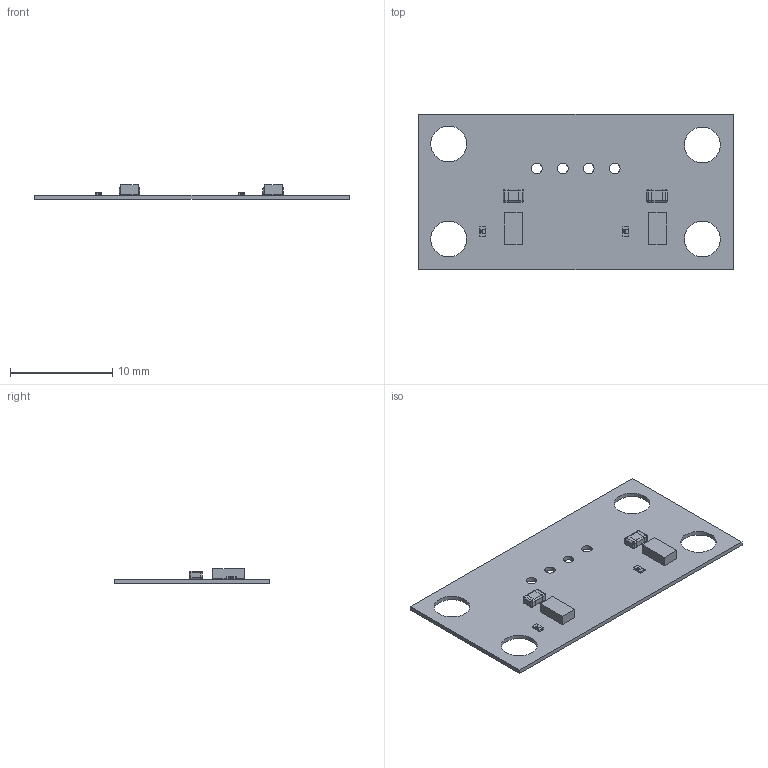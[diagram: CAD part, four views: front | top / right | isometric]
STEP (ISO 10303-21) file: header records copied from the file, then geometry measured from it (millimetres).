
FILE_DESCRIPTION(('Open CASCADE Model'),'2;1');
FILE_NAME('Open CASCADE Shape Model','2016-05-18T13:06:50',('Author'),( 'Open CASCADE'),'Open CASCADE STEP processor 6.5','Open CASCADE 6.5' ,'Unknown');
FILE_SCHEMA(('AUTOMOTIVE_DESIGN { 1 0 10303 214 1 1 1 1 }'));
Length unit declared in the file: millimetre
Products named in the file (12): PCB; Board; S2; 1325557280; Extruded; R2; 0402_SMD_Resistor; C2; User_Library-0805_SMD_Capacitor; R1; C1; S1
Assembly tree (14 placements, depth 4):
  PCB
    Board
    S2
      1325557280
        Extruded
    R2
      0402_SMD_Resistor
    C2
      User_Library-0805_SMD_Capacitor
    R1
      0402_SMD_Resistor
    C1
      User_Library-0805_SMD_Capacitor
    S1
      1325557280
        Extruded
Bounding box: 30.7 x 15.2 x 1.41 mm (x, y, z)
Volume: 189.5 mm3; surface area: 973.1 mm2
Topology: 7 solids, 7 shells, 374 faces, 886 edges, 516 vertices
Faces by surface type: plane 146, bspline 108, cylinder 88, sphere 32
Full cylindrical faces by diameter (mm): 1.024 x4, 3.5 x4
Entity records: 17368 total; most frequent: CARTESIAN_POINT 7776, DIRECTION 1193, ORIENTED_EDGE 890, PCURVE 890, DEFINITIONAL_REPRESENTATION 890, LINE 707, VECTOR 707, B_SPLINE_CURVE_WITH_KNOTS 532
